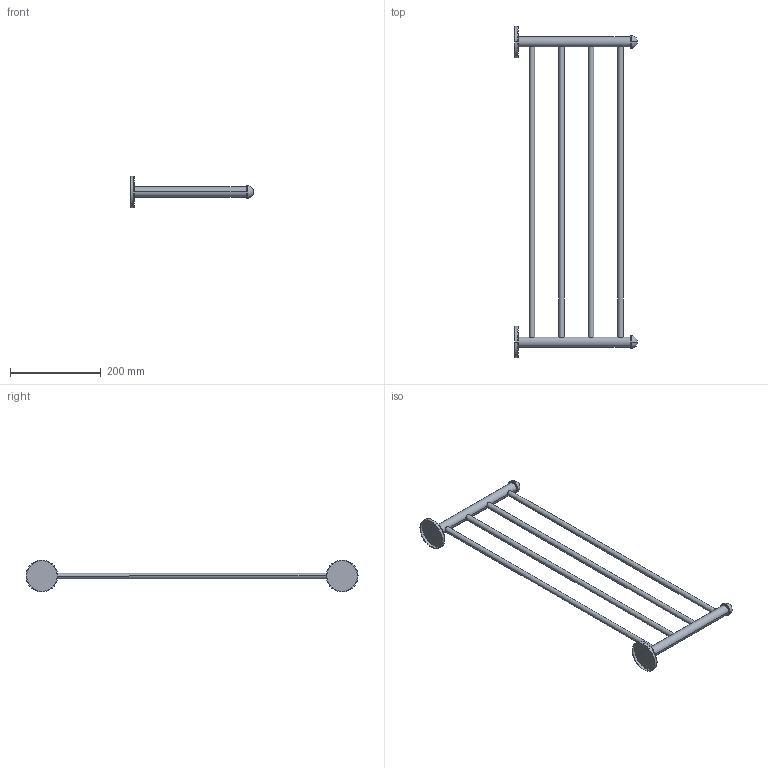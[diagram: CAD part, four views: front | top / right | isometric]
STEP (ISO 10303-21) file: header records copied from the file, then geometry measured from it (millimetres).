
FILE_DESCRIPTION (( 'STEP AP203' ), '1' );
FILE_NAME ('18405.STEP', '2013-06-15T21:09:31', ( '' ), ( '' ), 'SwSTEP 2.0', 'SolidWorks 2012', '' );
FILE_SCHEMA (( 'CONFIG_CONTROL_DESIGN' ));
Length unit declared in the file: millimetre
Products named in the file (4): 2; 1; 18405; 3
Assembly tree (8 placements, depth 2):
  18405
    1  x2
    2  x2
    3  x4
Bounding box: 270 x 730 x 70 mm (x, y, z)
Volume: 509698.9 mm3; surface area: 164411 mm2
Topology: 8 solids, 8 shells, 80 faces, 160 edges, 98 vertices
Faces by surface type: cylinder 40, plane 28, torus 8, sphere 4
Entity records: 1824 total; most frequent: CARTESIAN_POINT 484, DIRECTION 200, ORIENTED_EDGE 144, AXIS2_PLACEMENT_3D 89, EDGE_CURVE 72, VERTEX_POINT 45, CIRCLE 42, PERSON_AND_ORGANIZATION 40
